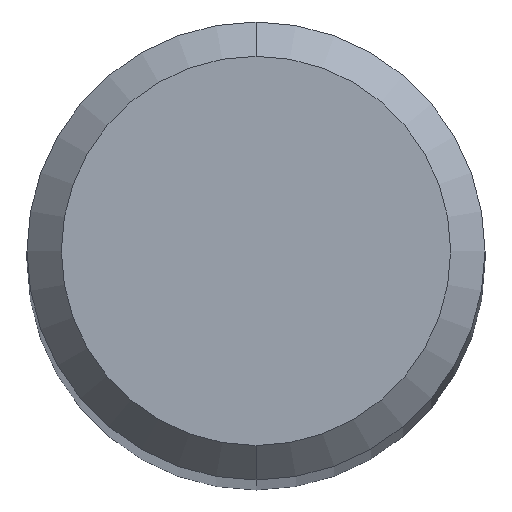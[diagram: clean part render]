
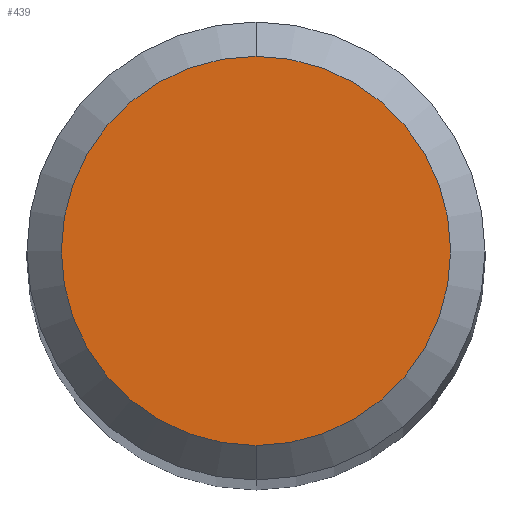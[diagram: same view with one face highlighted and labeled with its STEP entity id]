
A CAD part, top view. The second image highlights one B-rep face of the part: STEP entity #439.
In plain terms, the highlighted planar face has unit normal (0, 0, 1).
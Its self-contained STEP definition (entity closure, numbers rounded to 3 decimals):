
#249=EDGE_CURVE('',#427,#425,#562,.T.);
#353=EDGE_CURVE('',#425,#427,#679,.T.);
#425=VERTEX_POINT('',#756);
#427=VERTEX_POINT('',#758);
#439=ADVANCED_FACE('',(#773),#774,.T.);
#562=CIRCLE('',#1017,1.7);
#679=CIRCLE('',#1228,1.7);
#756=CARTESIAN_POINT('',(0.,-1.7,0.0));
#758=CARTESIAN_POINT('',(0.0,1.7,0.0));
#773=FACE_OUTER_BOUND('',#1408,.T.);
#774=PLANE('',#1409);
#1017=AXIS2_PLACEMENT_3D('',#1513,#1514,#1515);
#1228=AXIS2_PLACEMENT_3D('',#1672,#1673,#1674);
#1408=EDGE_LOOP('',(#1770,#1771));
#1409=AXIS2_PLACEMENT_3D('',#1772,#1773,#1774);
#1513=CARTESIAN_POINT('',(0.0,0.0,0.0));
#1514=DIRECTION('',(0.0,0.0,-1.0));
#1515=DIRECTION('',(0.0,1.0,0.0));
#1672=CARTESIAN_POINT('',(0.0,0.0,0.0));
#1673=DIRECTION('',(0.0,0.0,-1.0));
#1674=DIRECTION('',(0.0,1.0,0.0));
#1770=ORIENTED_EDGE('',*,*,#249,.F.);
#1771=ORIENTED_EDGE('',*,*,#353,.F.);
#1772=CARTESIAN_POINT('',(0.0,0.85,0.0));
#1773=DIRECTION('',(-0.0,0.0,1.0));
#1774=DIRECTION('',(0.0,-1.0,0.0));
